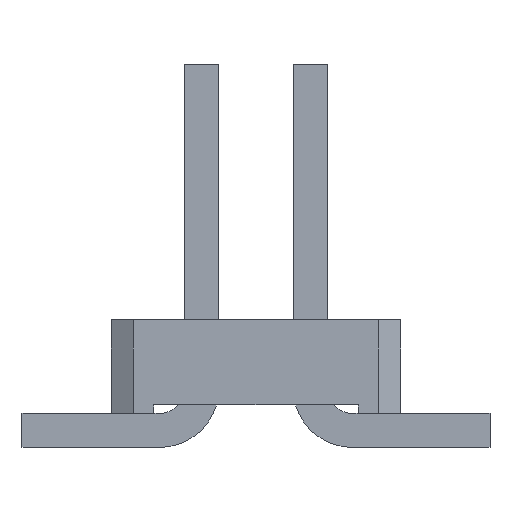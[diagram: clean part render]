
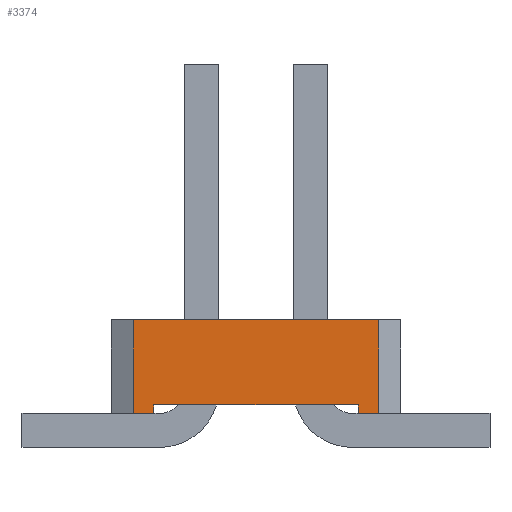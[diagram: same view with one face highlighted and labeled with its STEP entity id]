
A CAD part, left-side view. The second image highlights one B-rep face of the part: STEP entity #3374.
In plain terms, the highlighted planar face has unit normal (-1, 0, 0).
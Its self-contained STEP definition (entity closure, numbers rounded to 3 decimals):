
#99=FACE_OUTER_BOUND('',#277,.T.);
#277=EDGE_LOOP('',(#2193,#2194,#2195,#2196,#2197,#2198,#2199,#2200));
#473=LINE('',#4675,#921);
#488=LINE('',#4708,#936);
#489=LINE('',#4711,#937);
#490=LINE('',#4713,#938);
#491=LINE('',#4715,#939);
#492=LINE('',#4717,#940);
#493=LINE('',#4719,#941);
#494=LINE('',#4720,#942);
#921=VECTOR('',#3786,0.24);
#936=VECTOR('',#3813,1.1);
#937=VECTOR('',#3816,0.1);
#938=VECTOR('',#3817,2.88);
#939=VECTOR('',#3818,1.1);
#940=VECTOR('',#3819,0.24);
#941=VECTOR('',#3820,0.1);
#942=VECTOR('',#3821,2.4);
#1369=VERTEX_POINT('',#4672);
#1370=VERTEX_POINT('',#4674);
#1382=VERTEX_POINT('',#4706);
#1383=VERTEX_POINT('',#4710);
#1384=VERTEX_POINT('',#4712);
#1385=VERTEX_POINT('',#4714);
#1386=VERTEX_POINT('',#4716);
#1387=VERTEX_POINT('',#4718);
#1681=EDGE_CURVE('',#1370,#1369,#473,.T.);
#1698=EDGE_CURVE('',#1369,#1382,#488,.T.);
#1699=EDGE_CURVE('',#1370,#1383,#489,.T.);
#1700=EDGE_CURVE('',#1384,#1382,#490,.T.);
#1701=EDGE_CURVE('',#1385,#1384,#491,.T.);
#1702=EDGE_CURVE('',#1385,#1386,#492,.T.);
#1703=EDGE_CURVE('',#1386,#1387,#493,.T.);
#1704=EDGE_CURVE('',#1383,#1387,#494,.T.);
#2193=ORIENTED_EDGE('',*,*,#1699,.F.);
#2194=ORIENTED_EDGE('',*,*,#1681,.T.);
#2195=ORIENTED_EDGE('',*,*,#1698,.T.);
#2196=ORIENTED_EDGE('',*,*,#1700,.F.);
#2197=ORIENTED_EDGE('',*,*,#1701,.F.);
#2198=ORIENTED_EDGE('',*,*,#1702,.T.);
#2199=ORIENTED_EDGE('',*,*,#1703,.T.);
#2200=ORIENTED_EDGE('',*,*,#1704,.F.);
#3147=PLANE('',#3568);
#3374=ADVANCED_FACE('',(#99),#3147,.T.);
#3568=AXIS2_PLACEMENT_3D('',#4709,#3814,#3815);
#3786=DIRECTION('',(0.,-1.,0.));
#3813=DIRECTION('',(0.,0.,1.));
#3814=DIRECTION('center_axis',(-1.,0.,0.));
#3815=DIRECTION('ref_axis',(0.,-1.,0.));
#3816=DIRECTION('',(0.,0.,1.));
#3817=DIRECTION('',(0.,-1.,0.));
#3818=DIRECTION('',(0.,0.,1.));
#3819=DIRECTION('',(0.,-1.,0.));
#3820=DIRECTION('',(0.,0.,1.));
#3821=DIRECTION('',(0.,1.,0.));
#4672=CARTESIAN_POINT('',(-3.175,-1.44,0.4));
#4674=CARTESIAN_POINT('',(-3.175,-1.2,0.4));
#4675=CARTESIAN_POINT('',(-3.175,-1.2,0.4));
#4706=CARTESIAN_POINT('',(-3.175,-1.44,1.5));
#4708=CARTESIAN_POINT('',(-3.175,-1.44,0.4));
#4709=CARTESIAN_POINT('Origin',(-3.175,1.44,0.4));
#4710=CARTESIAN_POINT('',(-3.175,-1.2,0.5));
#4711=CARTESIAN_POINT('',(-3.175,-1.2,0.4));
#4712=CARTESIAN_POINT('',(-3.175,1.44,1.5));
#4713=CARTESIAN_POINT('',(-3.175,1.44,1.5));
#4714=CARTESIAN_POINT('',(-3.175,1.44,0.4));
#4715=CARTESIAN_POINT('',(-3.175,1.44,0.4));
#4716=CARTESIAN_POINT('',(-3.175,1.2,0.4));
#4717=CARTESIAN_POINT('',(-3.175,1.44,0.4));
#4718=CARTESIAN_POINT('',(-3.175,1.2,0.5));
#4719=CARTESIAN_POINT('',(-3.175,1.2,0.4));
#4720=CARTESIAN_POINT('',(-3.175,-1.2,0.5));
